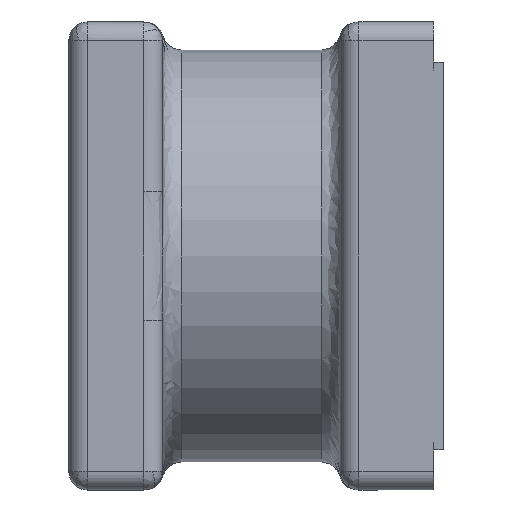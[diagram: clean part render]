
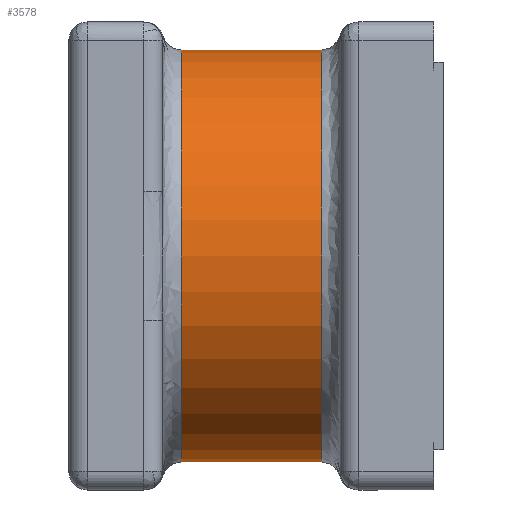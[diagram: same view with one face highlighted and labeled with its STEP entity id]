
A CAD part, left-side view. The second image highlights one B-rep face of the part: STEP entity #3578.
In plain terms, the highlighted cylindrical face has radius 1.1 mm (diameter 2.2 mm), a partial arc.
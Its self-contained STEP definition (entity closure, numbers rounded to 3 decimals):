
#360 = DIRECTION ( 'NONE',  ( 0., 1., 0. ) ) ;
#484 = VERTEX_POINT ( 'NONE', #719 ) ;
#560 = EDGE_LOOP ( 'NONE', ( #3946, #2018, #2556, #5183 ) ) ;
#719 = CARTESIAN_POINT ( 'NONE',  ( 0.133, 1.35, -1.112 ) ) ;
#1231 = EDGE_CURVE ( 'NONE', #2312, #484, #7345, .T. ) ;
#1629 = EDGE_CURVE ( 'NONE', #3989, #484, #5177, .T. ) ;
#1769 = DIRECTION ( 'NONE',  ( 0., 0., 1. ) ) ;
#1962 = VERTEX_POINT ( 'NONE', #6509 ) ;
#1972 = DIRECTION ( 'NONE',  ( 0., 1., 0. ) ) ;
#2018 = ORIENTED_EDGE ( 'NONE', *, *, #7960, .T. ) ;
#2166 = EDGE_CURVE ( 'NONE', #1962, #2312, #4297, .T. ) ;
#2185 = CYLINDRICAL_SURFACE ( 'NONE', #3916, 1.1 ) ;
#2312 = VERTEX_POINT ( 'NONE', #7393 ) ;
#2556 = ORIENTED_EDGE ( 'NONE', *, *, #2166, .T. ) ;
#2566 = CARTESIAN_POINT ( 'NONE',  ( 0.133, 1.35, -0.012 ) ) ;
#3445 = VECTOR ( 'NONE', #1972, 1000. ) ;
#3578 = ADVANCED_FACE ( 'NONE', ( #5231 ), #2185, .T. ) ;
#3916 = AXIS2_PLACEMENT_3D ( 'NONE', #4831, #8014, #1769 ) ;
#3919 = CARTESIAN_POINT ( 'NONE',  ( 0.133, 0.5, -1.112 ) ) ;
#3946 = ORIENTED_EDGE ( 'NONE', *, *, #1629, .F. ) ;
#3989 = VERTEX_POINT ( 'NONE', #5093 ) ;
#4075 = AXIS2_PLACEMENT_3D ( 'NONE', #2566, #5649, #7580 ) ;
#4297 = LINE ( 'NONE', #7601, #3445 ) ;
#4831 = CARTESIAN_POINT ( 'NONE',  ( 0.133, 0.5, -0.012 ) ) ;
#5093 = CARTESIAN_POINT ( 'NONE',  ( 0.133, 0.6, -1.112 ) ) ;
#5177 = LINE ( 'NONE', #3919, #6434 ) ;
#5183 = ORIENTED_EDGE ( 'NONE', *, *, #1231, .T. ) ;
#5231 = FACE_OUTER_BOUND ( 'NONE', #560, .T. ) ;
#5476 = AXIS2_PLACEMENT_3D ( 'NONE', #6520, #360, #6487 ) ;
#5649 = DIRECTION ( 'NONE',  ( 0., -1., 0. ) ) ;
#6434 = VECTOR ( 'NONE', #7676, 1000. ) ;
#6487 = DIRECTION ( 'NONE',  ( 0., 0., 1. ) ) ;
#6509 = CARTESIAN_POINT ( 'NONE',  ( 0.133, 0.6, 1.088 ) ) ;
#6520 = CARTESIAN_POINT ( 'NONE',  ( 0.133, 0.6, -0.012 ) ) ;
#6777 = CIRCLE ( 'NONE', #5476, 1.1 ) ;
#7345 = CIRCLE ( 'NONE', #4075, 1.1 ) ;
#7393 = CARTESIAN_POINT ( 'NONE',  ( 0.133, 1.35, 1.088 ) ) ;
#7580 = DIRECTION ( 'NONE',  ( 0., 0., -1. ) ) ;
#7601 = CARTESIAN_POINT ( 'NONE',  ( 0.133, 0.5, 1.088 ) ) ;
#7676 = DIRECTION ( 'NONE',  ( 0., 1., 0. ) ) ;
#7960 = EDGE_CURVE ( 'NONE', #3989, #1962, #6777, .T. ) ;
#8014 = DIRECTION ( 'NONE',  ( 0., 1., 0. ) ) ;
